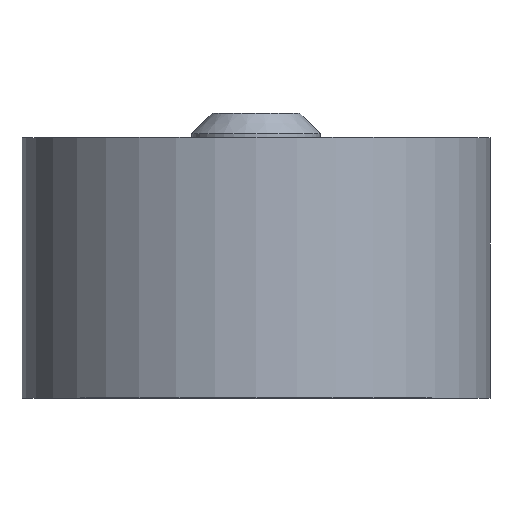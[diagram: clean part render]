
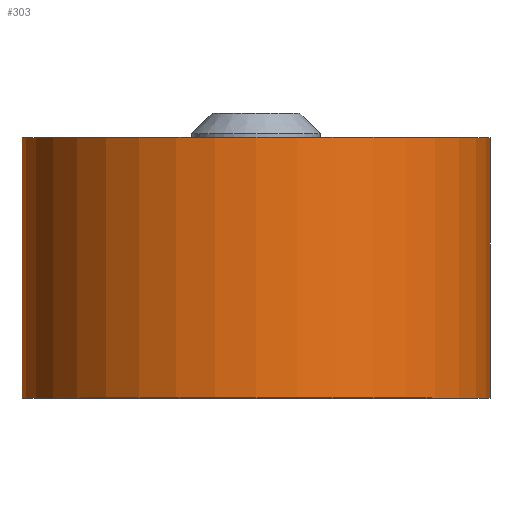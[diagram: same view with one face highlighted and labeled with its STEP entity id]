
A CAD part, top view. The second image highlights one B-rep face of the part: STEP entity #303.
In plain terms, the highlighted cylindrical face has radius 5.75 mm (diameter 11.5 mm), a full revolution.
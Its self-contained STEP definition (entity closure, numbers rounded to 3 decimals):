
#53=CYLINDRICAL_SURFACE('',#370,5.75);
#63=LINE('',#572,#73);
#73=VECTOR('',#485,5.75);
#98=FACE_OUTER_BOUND('',#124,.T.);
#124=EDGE_LOOP('',(#273,#274,#275,#276));
#148=CIRCLE('',#366,5.75);
#151=CIRCLE('',#371,5.75);
#170=VERTEX_POINT('',#561);
#173=VERTEX_POINT('',#570);
#203=EDGE_CURVE('',#170,#170,#148,.T.);
#207=EDGE_CURVE('',#173,#173,#151,.T.);
#208=EDGE_CURVE('',#173,#170,#63,.T.);
#273=ORIENTED_EDGE('',*,*,#207,.T.);
#274=ORIENTED_EDGE('',*,*,#208,.T.);
#275=ORIENTED_EDGE('',*,*,#203,.F.);
#276=ORIENTED_EDGE('',*,*,#208,.F.);
#303=ADVANCED_FACE('',(#98),#53,.T.);
#366=AXIS2_PLACEMENT_3D('',#562,#472,#473);
#370=AXIS2_PLACEMENT_3D('',#569,#481,#482);
#371=AXIS2_PLACEMENT_3D('',#571,#483,#484);
#472=DIRECTION('center_axis',(0.,1.,0.));
#473=DIRECTION('ref_axis',(-1.,0.,0.));
#481=DIRECTION('center_axis',(0.,-1.,0.));
#482=DIRECTION('ref_axis',(-1.,0.,0.));
#483=DIRECTION('center_axis',(0.,1.,0.));
#484=DIRECTION('ref_axis',(-1.,0.,0.));
#485=DIRECTION('',(0.,1.,0.));
#561=CARTESIAN_POINT('',(5.75,6.4,0.));
#562=CARTESIAN_POINT('Origin',(0.,6.4,0.));
#569=CARTESIAN_POINT('Origin',(0.,4.5,0.));
#570=CARTESIAN_POINT('',(5.75,0.,0.));
#571=CARTESIAN_POINT('Origin',(0.,0.,0.));
#572=CARTESIAN_POINT('',(5.75,4.5,0.));
